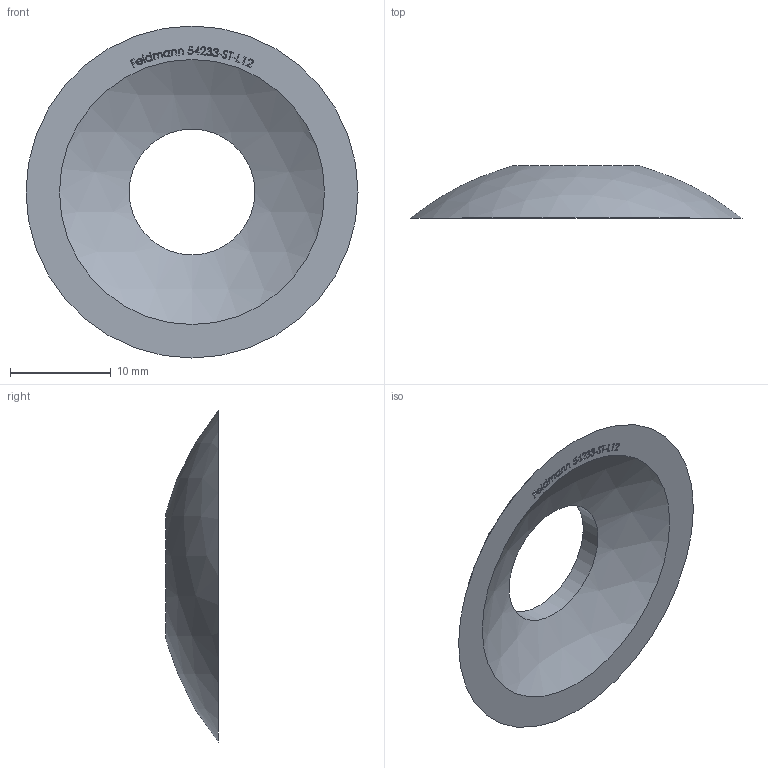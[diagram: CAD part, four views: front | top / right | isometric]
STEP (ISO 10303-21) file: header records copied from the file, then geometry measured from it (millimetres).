
FILE_DESCRIPTION (( 'STEP AP203' ), '1' );
FILE_NAME ('54233-ST-L12.step', '2021-11-26T07:26:45', ( '' ), ( '' ), 'SwSTEP 2.0', 'SolidWorks 2018', '' );
FILE_SCHEMA (( 'CONFIG_CONTROL_DESIGN' ));
Length unit declared in the file: millimetre
Products named in the file (2): 54233-ST-L12
Bounding box: 33 x 5.23 x 33 mm (x, y, z)
Volume: 1305.6 mm3; surface area: 1711.8 mm2
Topology: 1 solids, 1 shells, 260 faces, 701 edges, 468 vertices
Faces by surface type: plane 146, bspline 111, sphere 2, cylinder 1
Full cylindrical faces by diameter (mm): 12.5 x1
Entity records: 13769 total; most frequent: CARTESIAN_POINT 7837, ORIENTED_EDGE 1400, DIRECTION 784, EDGE_CURVE 700, VECTOR 474, LINE 474, VERTEX_POINT 468, EDGE_LOOP 288
